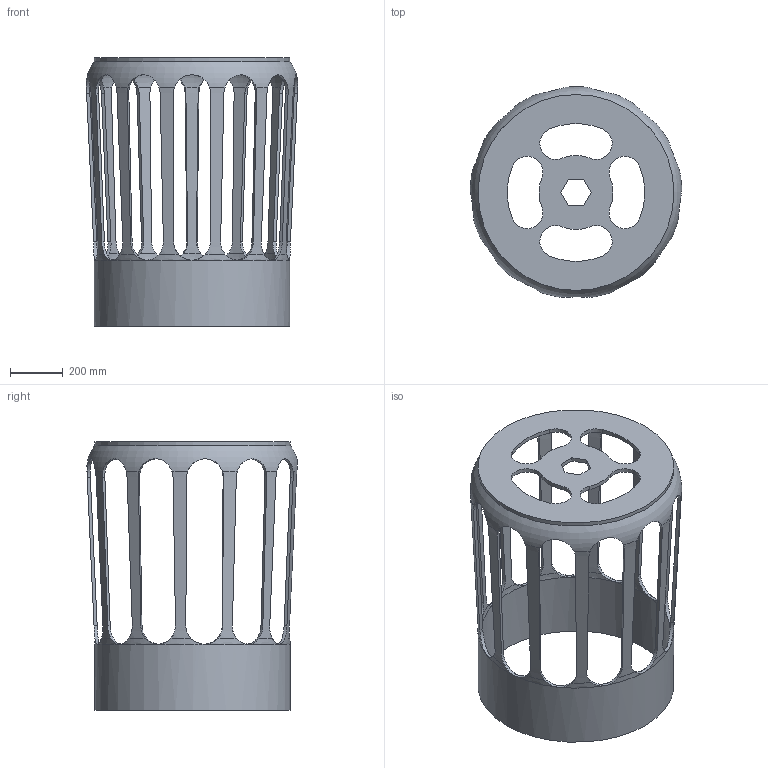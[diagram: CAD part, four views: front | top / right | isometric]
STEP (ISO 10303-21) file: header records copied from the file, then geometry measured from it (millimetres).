
FILE_DESCRIPTION(/* description */ (''),/* implementation_level */ '2;1');
FILE_NAME(/* name */ '12020.070X_3D.stp',/* time_stamp */ '2024-12-11T14:21:43+01:00',/* author */ ('CAD'),/* organization */ (''),/* preprocessor_version */ 'ST-DEVELOPER v20',/* originating_system */ 'AutoCAD Mechanical',/* authorisation */ '');
FILE_SCHEMA (('AUTOMOTIVE_DESIGN { 1 0 10303 214 3 1 1 }'));
Length unit declared in the file: centimetre
Products named in the file (2): Product; *S0
Assembly tree (1 placements, depth 2):
  Product
    *S0
Bounding box: 799.47 x 795.36 x 1015 mm (x, y, z)
Volume: 18192608.1 mm3; surface area: 3266278.7 mm2
Topology: 2 solids, 2 shells, 135 faces, 447 edges, 290 vertices
Faces by surface type: cylinder 45, plane 35, torus 28, cone 27
Full cylindrical faces by diameter (mm): 716 x1, 739.848 x1, 740 x1
Entity records: 6926 total; most frequent: CARTESIAN_POINT 3325, ORIENTED_EDGE 892, DIRECTION 607, EDGE_CURVE 446, VERTEX_POINT 288, AXIS2_PLACEMENT_3D 258, B_SPLINE_CURVE_WITH_KNOTS 184, EDGE_LOOP 146
